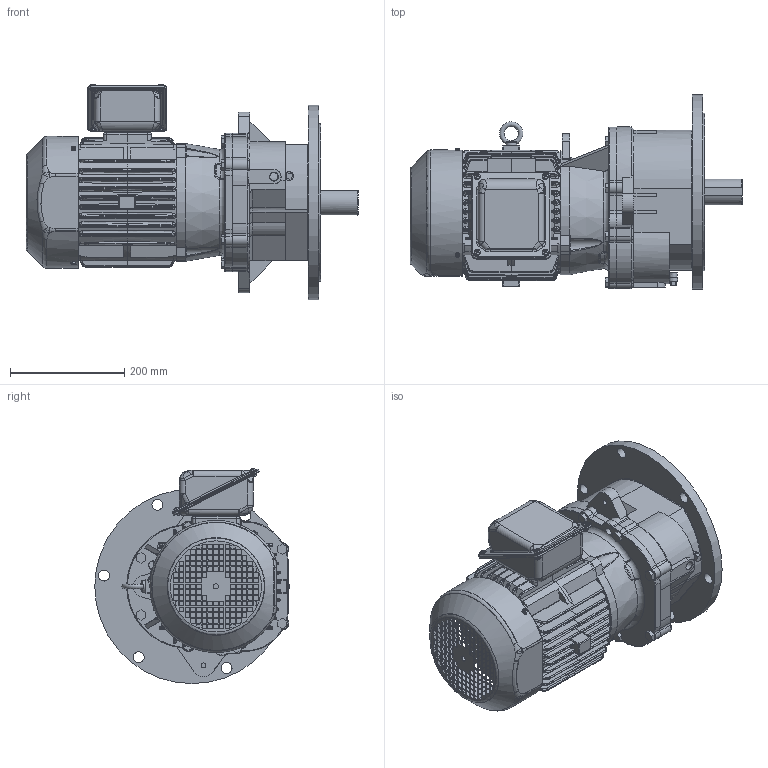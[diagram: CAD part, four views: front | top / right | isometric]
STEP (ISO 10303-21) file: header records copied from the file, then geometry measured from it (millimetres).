
FILE_DESCRIPTION (( 'STEP AP214' ), '1' );
FILE_NAME ('EK2DO07774H001_F1VM17_3.7kw_R5.stp', '2022-07-04T05:34:31', ( 'Windows 餌辨濠' ), ( '' ), 'SwSTEP 2.0', 'SolidWorks 2021', '' );
FILE_SCHEMA (( 'AUTOMOTIVE_DESIGN' ));
Length unit declared in the file: millimetre
Products named in the file (1): EK2DO07774H001_F1VM17_3.7kw_R5
Bounding box: 580.5 x 340 x 376.42 mm (x, y, z)
Volume: 17817408.7 mm3; surface area: 1470383 mm2
Topology: 21 solids, 21 shells, 3858 faces, 10225 edges, 6460 vertices
Faces by surface type: cylinder 1469, plane 1451, bspline 638, torus 180, cone 94, sphere 26
Full cylindrical faces by diameter (mm): 2.6 x4, 2.7 x2, 4.917 x8, 5 x7, 6 x4, 6.647 x12, 6.8 x8, 7 x12, 7.7 x1, 8 x8, 8.376 x2, 8.5 x2, 9 x4, 10 x9, 10.5 x4, 11 x9, 13 x4, 14.3 x1, 18 x1, 19 x6, 20 x1, 22 x1, 32 x1, 40 x2, 42 x1, 45 x1, 50 x1, 198 x2, 255 x1, 275 x1
Entity records: 146562 total; most frequent: CARTESIAN_POINT 54515, ORIENTED_EDGE 19900, DIRECTION 17688, EDGE_CURVE 9950, AXIS2_PLACEMENT_3D 6391, VERTEX_POINT 6381, LINE 4906, VECTOR 4906
